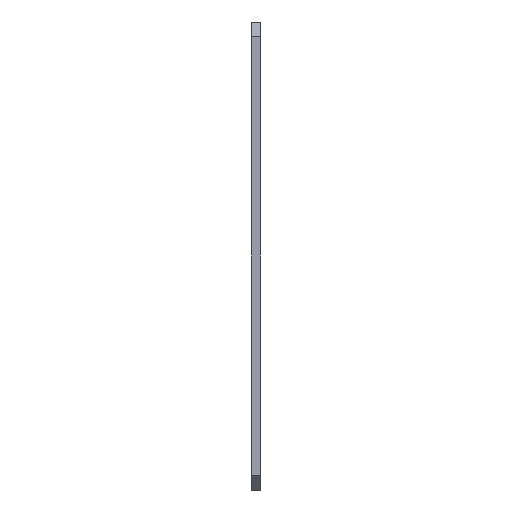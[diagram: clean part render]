
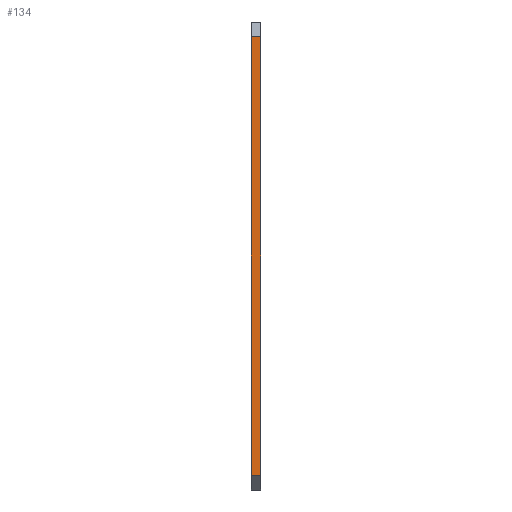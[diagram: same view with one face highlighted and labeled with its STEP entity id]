
A CAD part, left-side view. The second image highlights one B-rep face of the part: STEP entity #134.
In plain terms, the highlighted planar face has unit normal (-1, 0, 0).
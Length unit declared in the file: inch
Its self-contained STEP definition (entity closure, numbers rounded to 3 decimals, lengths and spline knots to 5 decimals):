
#42 = DIRECTION ( 'NONE',  ( 0., 1., 0. ) ) ;
#106 = LINE ( 'NONE', #547, #326 ) ;
#132 = LINE ( 'NONE', #562, #795 ) ;
#134 = ADVANCED_FACE ( 'NONE', ( #549 ), #971, .F. ) ;
#204 = CARTESIAN_POINT ( 'NONE',  ( -0.5, 0.08, -0.375 ) ) ;
#275 = EDGE_CURVE ( 'NONE', #370, #976, #480, .T. ) ;
#290 = EDGE_CURVE ( 'NONE', #370, #897, #106, .T. ) ;
#326 = VECTOR ( 'NONE', #458, 39.37008 ) ;
#360 = AXIS2_PLACEMENT_3D ( 'NONE', #586, #622, #634 ) ;
#370 = VERTEX_POINT ( 'NONE', #930 ) ;
#443 = ORIENTED_EDGE ( 'NONE', *, *, #290, .F. ) ;
#458 = DIRECTION ( 'NONE',  ( 0., 0., 1. ) ) ;
#480 = LINE ( 'NONE', #204, #757 ) ;
#547 = CARTESIAN_POINT ( 'NONE',  ( -0.5, 0.08, -0.5 ) ) ;
#549 = FACE_OUTER_BOUND ( 'NONE', #954, .T. ) ;
#562 = CARTESIAN_POINT ( 'NONE',  ( -0.5, 0., -0.5 ) ) ;
#586 = CARTESIAN_POINT ( 'NONE',  ( -0.5, 0.08, -0.5 ) ) ;
#618 = EDGE_CURVE ( 'NONE', #976, #867, #132, .T. ) ;
#622 = DIRECTION ( 'NONE',  ( 1., 0., 0. ) ) ;
#634 = DIRECTION ( 'NONE',  ( 0., 0., -1. ) ) ;
#655 = ORIENTED_EDGE ( 'NONE', *, *, #903, .T. ) ;
#656 = ORIENTED_EDGE ( 'NONE', *, *, #275, .T. ) ;
#710 = DIRECTION ( 'NONE',  ( 0., -1., 0. ) ) ;
#748 = ORIENTED_EDGE ( 'NONE', *, *, #618, .T. ) ;
#757 = VECTOR ( 'NONE', #710, 39.37008 ) ;
#763 = DIRECTION ( 'NONE',  ( 0., 0., 1. ) ) ;
#787 = VECTOR ( 'NONE', #42, 39.37008 ) ;
#795 = VECTOR ( 'NONE', #763, 39.37008 ) ;
#847 = CARTESIAN_POINT ( 'NONE',  ( -0.5, 0.08, 3.375 ) ) ;
#856 = CARTESIAN_POINT ( 'NONE',  ( -0.5, 0., -0.375 ) ) ;
#867 = VERTEX_POINT ( 'NONE', #933 ) ;
#897 = VERTEX_POINT ( 'NONE', #847 ) ;
#903 = EDGE_CURVE ( 'NONE', #867, #897, #991, .T. ) ;
#930 = CARTESIAN_POINT ( 'NONE',  ( -0.5, 0.08, -0.375 ) ) ;
#933 = CARTESIAN_POINT ( 'NONE',  ( -0.5, 0., 3.375 ) ) ;
#954 = EDGE_LOOP ( 'NONE', ( #748, #655, #443, #656 ) ) ;
#971 = PLANE ( 'NONE',  #360 ) ;
#976 = VERTEX_POINT ( 'NONE', #856 ) ;
#991 = LINE ( 'NONE', #1019, #787 ) ;
#1019 = CARTESIAN_POINT ( 'NONE',  ( -0.5, 0.08, 3.375 ) ) ;
